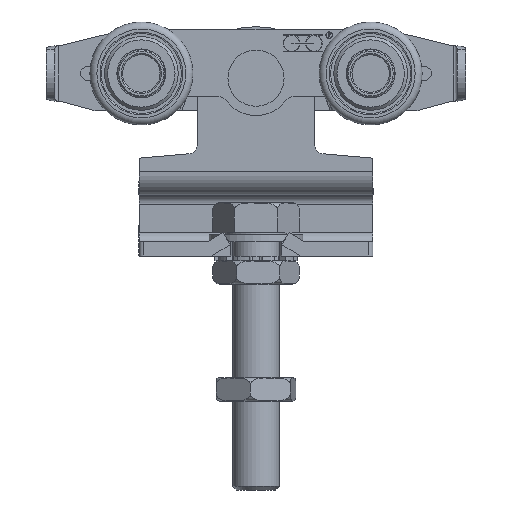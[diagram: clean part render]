
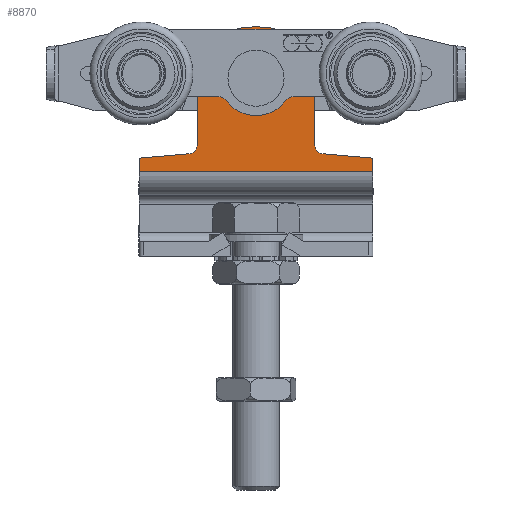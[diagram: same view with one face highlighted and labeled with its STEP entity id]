
A CAD part, front view. The second image highlights one B-rep face of the part: STEP entity #8870.
In plain terms, the highlighted face is planar.
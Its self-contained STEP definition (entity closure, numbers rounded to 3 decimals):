
#588=FACE_BOUND('',#1572,.T.);
#1013=FACE_OUTER_BOUND('',#1571,.T.);
#1571=EDGE_LOOP('',(#7579,#7580,#7581,#7582,#7583,#7584,#7585,#7586,#7587,
#7588));
#1572=EDGE_LOOP('',(#7589));
#2417=LINE('',#17415,#3172);
#2425=LINE('',#17442,#3180);
#2428=LINE('',#17453,#3183);
#2430=LINE('',#17457,#3185);
#2431=LINE('',#17460,#3186);
#2432=LINE('',#17462,#3187);
#2433=LINE('',#17463,#3188);
#3172=VECTOR('',#11491,2.906);
#3180=VECTOR('',#11517,10.715);
#3183=VECTOR('',#11528,10.715);
#3185=VECTOR('',#11532,20.78);
#3186=VECTOR('',#11535,20.78);
#3187=VECTOR('',#11536,2.906);
#3188=VECTOR('',#11537,50.);
#3492=CIRCLE('',#9545,2.);
#3493=CIRCLE('',#9548,2.);
#3495=CIRCLE('',#9552,20.);
#3496=CIRCLE('',#9553,5.1);
#4250=VERTEX_POINT('',#17412);
#4251=VERTEX_POINT('',#17414);
#4258=VERTEX_POINT('',#17432);
#4259=VERTEX_POINT('',#17434);
#4261=VERTEX_POINT('',#17440);
#4262=VERTEX_POINT('',#17444);
#4263=VERTEX_POINT('',#17445);
#4266=VERTEX_POINT('',#17456);
#4267=VERTEX_POINT('',#17458);
#4268=VERTEX_POINT('',#17461);
#4269=VERTEX_POINT('',#17464);
#5408=EDGE_CURVE('',#4251,#4250,#2417,.T.);
#5417=EDGE_CURVE('',#4258,#4259,#3492,.T.);
#5421=EDGE_CURVE('',#4258,#4261,#2425,.T.);
#5422=EDGE_CURVE('',#4262,#4263,#3493,.T.);
#5426=EDGE_CURVE('',#4250,#4263,#2428,.T.);
#5428=EDGE_CURVE('',#4262,#4266,#2430,.T.);
#5429=EDGE_CURVE('',#4266,#4267,#3495,.T.);
#5430=EDGE_CURVE('',#4267,#4259,#2431,.T.);
#5431=EDGE_CURVE('',#4268,#4261,#2432,.T.);
#5432=EDGE_CURVE('',#4268,#4251,#2433,.T.);
#5433=EDGE_CURVE('',#4269,#4269,#3496,.T.);
#7579=ORIENTED_EDGE('',*,*,#5426,.T.);
#7580=ORIENTED_EDGE('',*,*,#5422,.F.);
#7581=ORIENTED_EDGE('',*,*,#5428,.T.);
#7582=ORIENTED_EDGE('',*,*,#5429,.T.);
#7583=ORIENTED_EDGE('',*,*,#5430,.T.);
#7584=ORIENTED_EDGE('',*,*,#5417,.F.);
#7585=ORIENTED_EDGE('',*,*,#5421,.T.);
#7586=ORIENTED_EDGE('',*,*,#5431,.F.);
#7587=ORIENTED_EDGE('',*,*,#5432,.T.);
#7588=ORIENTED_EDGE('',*,*,#5408,.T.);
#7589=ORIENTED_EDGE('',*,*,#5433,.T.);
#8427=PLANE('',#9551);
#8870=ADVANCED_FACE('',(#1013,#588),#8427,.T.);
#9545=AXIS2_PLACEMENT_3D('',#17435,#11510,#11511);
#9548=AXIS2_PLACEMENT_3D('',#17446,#11520,#11521);
#9551=AXIS2_PLACEMENT_3D('',#17455,#11530,#11531);
#9552=AXIS2_PLACEMENT_3D('',#17459,#11533,#11534);
#9553=AXIS2_PLACEMENT_3D('',#17465,#11538,#11539);
#11491=DIRECTION('',(0.,1.,0.));
#11510=DIRECTION('center_axis',(-1.,0.,0.));
#11511=DIRECTION('ref_axis',(0.,-0.676,0.737));
#11517=DIRECTION('',(0.,-0.087,-0.996));
#11520=DIRECTION('center_axis',(-1.,0.,0.));
#11521=DIRECTION('ref_axis',(0.,-0.676,-0.737));
#11528=DIRECTION('',(0.,0.087,-0.996));
#11530=DIRECTION('center_axis',(-1.,0.,0.));
#11531=DIRECTION('ref_axis',(0.,0.,1.));
#11532=DIRECTION('',(0.,1.,0.));
#11533=DIRECTION('center_axis',(-1.,0.,0.));
#11534=DIRECTION('ref_axis',(0.,0.781,0.625));
#11535=DIRECTION('',(0.,-1.,0.));
#11536=DIRECTION('',(0.,1.,0.));
#11537=DIRECTION('',(0.,0.,1.));
#11538=DIRECTION('center_axis',(1.,0.,0.));
#11539=DIRECTION('ref_axis',(0.,0.,1.));
#17412=CARTESIAN_POINT('',(55.128,202.025,50.));
#17414=CARTESIAN_POINT('',(55.128,199.119,50.));
#17415=CARTESIAN_POINT('',(55.128,199.119,50.));
#17432=CARTESIAN_POINT('',(55.128,202.959,10.674));
#17434=CARTESIAN_POINT('',(55.128,204.951,12.5));
#17435=CARTESIAN_POINT('Origin',(55.128,204.951,10.5));
#17440=CARTESIAN_POINT('',(55.128,202.025,0.));
#17442=CARTESIAN_POINT('',(55.128,202.014,-0.126));
#17444=CARTESIAN_POINT('',(55.128,204.951,37.5));
#17445=CARTESIAN_POINT('',(55.128,202.959,39.326));
#17446=CARTESIAN_POINT('Origin',(55.128,204.951,39.5));
#17453=CARTESIAN_POINT('',(55.128,204.732,19.066));
#17455=CARTESIAN_POINT('Origin',(55.128,199.119,0.));
#17456=CARTESIAN_POINT('',(55.128,225.731,37.5));
#17457=CARTESIAN_POINT('',(55.128,201.119,37.5));
#17458=CARTESIAN_POINT('',(55.128,225.731,12.5));
#17459=CARTESIAN_POINT('Origin',(55.128,210.119,25.));
#17460=CARTESIAN_POINT('',(55.128,214.619,12.5));
#17461=CARTESIAN_POINT('',(55.128,199.119,0.));
#17462=CARTESIAN_POINT('',(55.128,199.119,0.));
#17463=CARTESIAN_POINT('',(55.128,199.119,0.));
#17464=CARTESIAN_POINT('',(55.128,219.119,30.1));
#17465=CARTESIAN_POINT('Origin',(55.128,219.119,25.));
